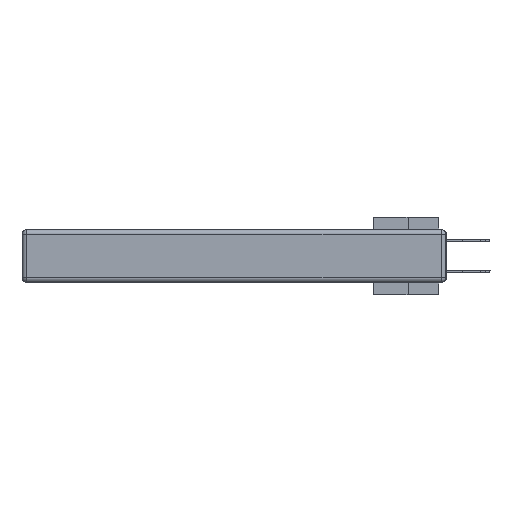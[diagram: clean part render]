
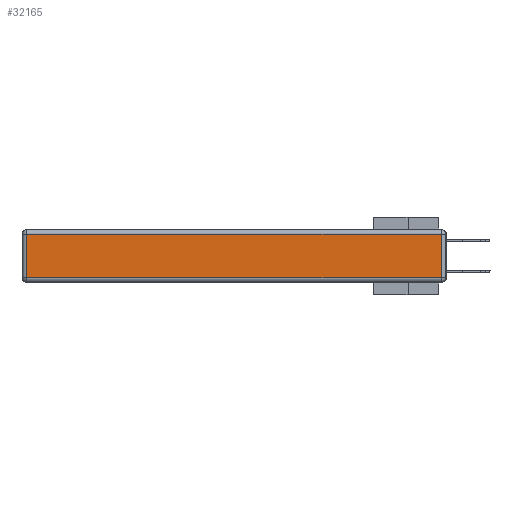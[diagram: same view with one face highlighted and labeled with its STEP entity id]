
A CAD part, left-side view. The second image highlights one B-rep face of the part: STEP entity #32165.
In plain terms, the highlighted planar face has unit normal (-1, 0, 0).
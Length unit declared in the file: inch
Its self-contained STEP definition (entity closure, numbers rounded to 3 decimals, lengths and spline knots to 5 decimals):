
#944 = VERTEX_POINT ( 'NONE', #36747 ) ;
#977 = EDGE_CURVE ( 'NONE', #944, #15367, #6566, .T. ) ;
#1037 = DIRECTION ( 'NONE',  ( 0., -1., 0. ) ) ;
#1201 = LINE ( 'NONE', #17702, #11190 ) ;
#2152 = ORIENTED_EDGE ( 'NONE', *, *, #3680, .T. ) ;
#3136 = CARTESIAN_POINT ( 'NONE',  ( 0., 2.75, -0.03 ) ) ;
#3680 = EDGE_CURVE ( 'NONE', #15367, #14870, #36357, .T. ) ;
#5451 = DIRECTION ( 'NONE',  ( 0., 0., 1. ) ) ;
#6566 = LINE ( 'NONE', #3136, #9424 ) ;
#7171 = CARTESIAN_POINT ( 'NONE',  ( 0., 2.72, -0.03 ) ) ;
#7707 = DIRECTION ( 'NONE',  ( 0., 0., -1. ) ) ;
#9247 = EDGE_LOOP ( 'NONE', ( #27327, #33976, #10464, #2152 ) ) ;
#9424 = VECTOR ( 'NONE', #34510, 39.37008 ) ;
#10464 = ORIENTED_EDGE ( 'NONE', *, *, #977, .T. ) ;
#10800 = CARTESIAN_POINT ( 'NONE',  ( 0., 2.72, -0.313 ) ) ;
#11015 = CARTESIAN_POINT ( 'NONE',  ( 0., 2.72, -0.343 ) ) ;
#11190 = VECTOR ( 'NONE', #5451, 39.37008 ) ;
#12244 = CARTESIAN_POINT ( 'NONE',  ( 0., 0.03, -0.313 ) ) ;
#12541 = VECTOR ( 'NONE', #7707, 39.37008 ) ;
#14870 = VERTEX_POINT ( 'NONE', #10800 ) ;
#15367 = VERTEX_POINT ( 'NONE', #7171 ) ;
#17702 = CARTESIAN_POINT ( 'NONE',  ( 0., 0.03, -0.343 ) ) ;
#19053 = CARTESIAN_POINT ( 'NONE',  ( 0., 0., -0.343 ) ) ;
#20314 = EDGE_CURVE ( 'NONE', #14870, #28975, #38173, .T. ) ;
#22455 = CARTESIAN_POINT ( 'NONE',  ( 0., 0., -0.313 ) ) ;
#23609 = AXIS2_PLACEMENT_3D ( 'NONE', #19053, #27946, #34217 ) ;
#27327 = ORIENTED_EDGE ( 'NONE', *, *, #20314, .T. ) ;
#27946 = DIRECTION ( 'NONE',  ( -1., 0., 0. ) ) ;
#28367 = PLANE ( 'NONE',  #23609 ) ;
#28975 = VERTEX_POINT ( 'NONE', #12244 ) ;
#31077 = VECTOR ( 'NONE', #1037, 39.37008 ) ;
#32165 = ADVANCED_FACE ( 'NONE', ( #36632 ), #28367, .T. ) ;
#33976 = ORIENTED_EDGE ( 'NONE', *, *, #34800, .T. ) ;
#34217 = DIRECTION ( 'NONE',  ( 0., 0., 1. ) ) ;
#34510 = DIRECTION ( 'NONE',  ( 0., 1., 0. ) ) ;
#34800 = EDGE_CURVE ( 'NONE', #28975, #944, #1201, .T. ) ;
#36357 = LINE ( 'NONE', #11015, #12541 ) ;
#36632 = FACE_OUTER_BOUND ( 'NONE', #9247, .T. ) ;
#36747 = CARTESIAN_POINT ( 'NONE',  ( 0., 0.03, -0.03 ) ) ;
#38173 = LINE ( 'NONE', #22455, #31077 ) ;
